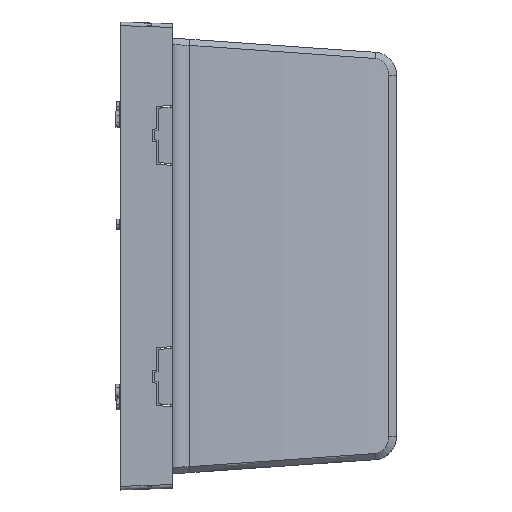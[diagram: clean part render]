
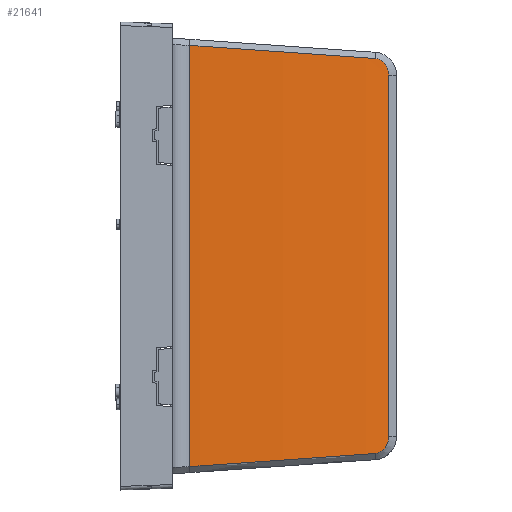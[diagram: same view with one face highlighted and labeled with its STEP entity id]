
A CAD part, front view. The second image highlights one B-rep face of the part: STEP entity #21641.
In plain terms, the highlighted cylindrical face has radius 942.778 mm (diameter 1885.56 mm), a partial arc.
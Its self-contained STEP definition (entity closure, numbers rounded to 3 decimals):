
#21472=CARTESIAN_POINT('Vertex',(14.256,-41.768,-173.974)) ;
#21475=CARTESIAN_POINT('Line Origine',(14.256,-41.769,0.)) ;
#21479=CARTESIAN_POINT('Vertex',(14.256,-41.768,173.973)) ;
#21537=CARTESIAN_POINT('Axis2P3D Location',(-32.483,899.85,0.)) ;
#21543=CARTESIAN_POINT('Control Point',(22.738,-41.309,-173.377)) ;
#21544=CARTESIAN_POINT('Control Point',(19.911,-41.475,-173.576)) ;
#21545=CARTESIAN_POINT('Control Point',(17.086,-41.628,-173.808)) ;
#21546=CARTESIAN_POINT('Control Point',(14.256,-41.769,-173.973)) ;
#21547=CARTESIAN_POINT('Vertex',(22.738,-41.309,-173.377)) ;
#21551=CARTESIAN_POINT('Control Point',(159.737,-23.124,-163.746)) ;
#21552=CARTESIAN_POINT('Control Point',(125.88,-30.175,-166.126)) ;
#21553=CARTESIAN_POINT('Control Point',(91.68,-35.57,-168.53)) ;
#21554=CARTESIAN_POINT('Control Point',(57.258,-39.284,-170.95)) ;
#21555=CARTESIAN_POINT('Control Point',(22.738,-41.309,-173.377)) ;
#21556=CARTESIAN_POINT('Vertex',(159.737,-23.124,-163.745)) ;
#21560=CARTESIAN_POINT('Control Point',(168.046,-21.355,-163.161)) ;
#21561=CARTESIAN_POINT('Control Point',(165.308,-21.951,-163.565)) ;
#21562=CARTESIAN_POINT('Control Point',(162.509,-22.547,-163.551)) ;
#21563=CARTESIAN_POINT('Control Point',(159.737,-23.124,-163.746)) ;
#21564=CARTESIAN_POINT('Vertex',(168.046,-21.355,-163.162)) ;
#21568=CARTESIAN_POINT('Control Point',(178.51,-19.014,-149.346)) ;
#21569=CARTESIAN_POINT('Control Point',(178.51,-19.015,-150.617)) ;
#21570=CARTESIAN_POINT('Control Point',(178.389,-19.042,-151.909)) ;
#21571=CARTESIAN_POINT('Control Point',(178.148,-19.098,-153.214)) ;
#21572=CARTESIAN_POINT('Control Point',(177.487,-19.249,-155.429)) ;
#21573=CARTESIAN_POINT('Control Point',(176.372,-19.503,-157.519)) ;
#21574=CARTESIAN_POINT('Control Point',(175.83,-19.626,-158.346)) ;
#21575=CARTESIAN_POINT('Control Point',(174.3,-19.972,-160.254)) ;
#21576=CARTESIAN_POINT('Control Point',(172.312,-20.417,-161.76)) ;
#21577=CARTESIAN_POINT('Control Point',(170.987,-20.711,-162.465)) ;
#21578=CARTESIAN_POINT('Control Point',(169.551,-21.027,-162.94)) ;
#21579=CARTESIAN_POINT('Control Point',(168.046,-21.355,-163.161)) ;
#21580=CARTESIAN_POINT('Vertex',(178.51,-19.015,-149.346)) ;
#21583=CARTESIAN_POINT('Line Origine',(178.51,-19.015,0.)) ;
#21587=CARTESIAN_POINT('Vertex',(178.51,-19.015,149.346)) ;
#21591=CARTESIAN_POINT('Control Point',(168.046,-21.355,163.161)) ;
#21592=CARTESIAN_POINT('Control Point',(169.074,-21.131,163.01)) ;
#21593=CARTESIAN_POINT('Control Point',(170.069,-20.913,162.74)) ;
#21594=CARTESIAN_POINT('Control Point',(171.019,-20.703,162.361)) ;
#21595=CARTESIAN_POINT('Control Point',(173.138,-20.233,161.223)) ;
#21596=CARTESIAN_POINT('Control Point',(174.887,-19.84,159.601)) ;
#21597=CARTESIAN_POINT('Control Point',(175.753,-19.644,158.534)) ;
#21598=CARTESIAN_POINT('Control Point',(177.252,-19.303,156.109)) ;
#21599=CARTESIAN_POINT('Control Point',(178.098,-19.109,153.474)) ;
#21600=CARTESIAN_POINT('Control Point',(178.373,-19.046,152.08)) ;
#21601=CARTESIAN_POINT('Control Point',(178.51,-19.015,150.701)) ;
#21602=CARTESIAN_POINT('Control Point',(178.51,-19.015,149.346)) ;
#21603=CARTESIAN_POINT('Vertex',(168.046,-21.355,163.162)) ;
#21607=CARTESIAN_POINT('Control Point',(168.046,-21.355,163.161)) ;
#21608=CARTESIAN_POINT('Control Point',(165.308,-21.951,163.565)) ;
#21609=CARTESIAN_POINT('Control Point',(162.509,-22.547,163.551)) ;
#21610=CARTESIAN_POINT('Control Point',(159.737,-23.124,163.746)) ;
#21611=CARTESIAN_POINT('Vertex',(159.737,-23.124,163.745)) ;
#21615=CARTESIAN_POINT('Control Point',(159.737,-23.124,163.746)) ;
#21616=CARTESIAN_POINT('Control Point',(125.88,-30.175,166.126)) ;
#21617=CARTESIAN_POINT('Control Point',(91.68,-35.57,168.53)) ;
#21618=CARTESIAN_POINT('Control Point',(57.258,-39.284,170.95)) ;
#21619=CARTESIAN_POINT('Control Point',(22.738,-41.309,173.377)) ;
#21620=CARTESIAN_POINT('Vertex',(22.738,-41.309,173.377)) ;
#21624=CARTESIAN_POINT('Control Point',(22.738,-41.309,173.377)) ;
#21625=CARTESIAN_POINT('Control Point',(19.911,-41.475,173.576)) ;
#21626=CARTESIAN_POINT('Control Point',(17.084,-41.628,173.775)) ;
#21627=CARTESIAN_POINT('Control Point',(14.256,-41.769,173.973)) ;
#21476=DIRECTION('Vector Direction',(0.,0.,1.)) ;
#21538=DIRECTION('Axis2P3D Direction',(0.,0.,1.)) ;
#21539=DIRECTION('Axis2P3D XDirection',(0.034,-0.999,0.)) ;
#21584=DIRECTION('Vector Direction',(0.,0.,1.)) ;
#21540=AXIS2_PLACEMENT_3D('Cylinder Axis2P3D',#21537,#21538,#21539) ;
#21630=ORIENTED_EDGE('',*,*,#21481,.T.) ;
#21631=ORIENTED_EDGE('',*,*,#21549,.T.) ;
#21632=ORIENTED_EDGE('',*,*,#21558,.T.) ;
#21633=ORIENTED_EDGE('',*,*,#21566,.T.) ;
#21634=ORIENTED_EDGE('',*,*,#21582,.T.) ;
#21635=ORIENTED_EDGE('',*,*,#21589,.T.) ;
#21636=ORIENTED_EDGE('',*,*,#21605,.T.) ;
#21637=ORIENTED_EDGE('',*,*,#21613,.T.) ;
#21638=ORIENTED_EDGE('',*,*,#21622,.T.) ;
#21639=ORIENTED_EDGE('',*,*,#21628,.T.) ;
#21477=VECTOR('Line Direction',#21476,1.) ;
#21585=VECTOR('Line Direction',#21584,1.) ;
#21641=ADVANCED_FACE('Body.3',(#21640),#21541,.T.) ;
#21542=B_SPLINE_CURVE_WITH_KNOTS('',3,(#21543,#21544,#21545,#21546),.UNSPECIFIED.,.F.,.U.,(4,4),(281.538,293.548),.UNSPECIFIED.) ;
#21550=B_SPLINE_CURVE_WITH_KNOTS('',4,(#21551,#21552,#21553,#21554,#21555),.UNSPECIFIED.,.F.,.U.,(5,5),(85.964,281.538),.UNSPECIFIED.) ;
#21559=B_SPLINE_CURVE_WITH_KNOTS('',3,(#21560,#21561,#21562,#21563),.UNSPECIFIED.,.F.,.U.,(4,4),(73.955,85.964),.UNSPECIFIED.) ;
#21567=B_SPLINE_CURVE_WITH_KNOTS('',5,(#21568,#21569,#21570,#21571,#21572,#21573,#21574,#21575,#21576,#21577,#21578,#21579),.UNSPECIFIED.,.F.,.U.,(6,3,3,6),(56.465,69.138,78.027,90.999),.UNSPECIFIED.) ;
#21590=B_SPLINE_CURVE_WITH_KNOTS('',5,(#21591,#21592,#21593,#21594,#21595,#21596,#21597,#21598,#21599,#21600,#21601,#21602),.UNSPECIFIED.,.F.,.U.,(6,3,3,6),(58.949,67.805,79.972,93.481),.UNSPECIFIED.) ;
#21606=B_SPLINE_CURVE_WITH_KNOTS('',3,(#21607,#21608,#21609,#21610),.UNSPECIFIED.,.F.,.U.,(4,4),(73.95,85.96),.UNSPECIFIED.) ;
#21614=B_SPLINE_CURVE_WITH_KNOTS('',4,(#21615,#21616,#21617,#21618,#21619),.UNSPECIFIED.,.F.,.U.,(5,5),(85.96,281.533),.UNSPECIFIED.) ;
#21623=B_SPLINE_CURVE_WITH_KNOTS('',3,(#21624,#21625,#21626,#21627),.UNSPECIFIED.,.F.,.U.,(4,4),(281.533,293.543),.UNSPECIFIED.) ;
#21541=CYLINDRICAL_SURFACE('generated cylinder',#21540,942.778) ;
#21481=EDGE_CURVE('',#21480,#21473,#21478,.F.) ;
#21549=EDGE_CURVE('',#21473,#21548,#21542,.F.) ;
#21558=EDGE_CURVE('',#21548,#21557,#21550,.F.) ;
#21566=EDGE_CURVE('',#21557,#21565,#21559,.F.) ;
#21582=EDGE_CURVE('',#21565,#21581,#21567,.F.) ;
#21589=EDGE_CURVE('',#21581,#21588,#21586,.T.) ;
#21605=EDGE_CURVE('',#21588,#21604,#21590,.F.) ;
#21613=EDGE_CURVE('',#21604,#21612,#21606,.T.) ;
#21622=EDGE_CURVE('',#21612,#21621,#21614,.T.) ;
#21628=EDGE_CURVE('',#21621,#21480,#21623,.T.) ;
#21629=EDGE_LOOP('',(#21630,#21631,#21632,#21633,#21634,#21635,#21636,#21637,#21638,#21639)) ;
#21640=FACE_OUTER_BOUND('',#21629,.T.) ;
#21478=LINE('Line',#21475,#21477) ;
#21586=LINE('Line',#21583,#21585) ;
#21473=VERTEX_POINT('',#21472) ;
#21480=VERTEX_POINT('',#21479) ;
#21548=VERTEX_POINT('',#21547) ;
#21557=VERTEX_POINT('',#21556) ;
#21565=VERTEX_POINT('',#21564) ;
#21581=VERTEX_POINT('',#21580) ;
#21588=VERTEX_POINT('',#21587) ;
#21604=VERTEX_POINT('',#21603) ;
#21612=VERTEX_POINT('',#21611) ;
#21621=VERTEX_POINT('',#21620) ;
